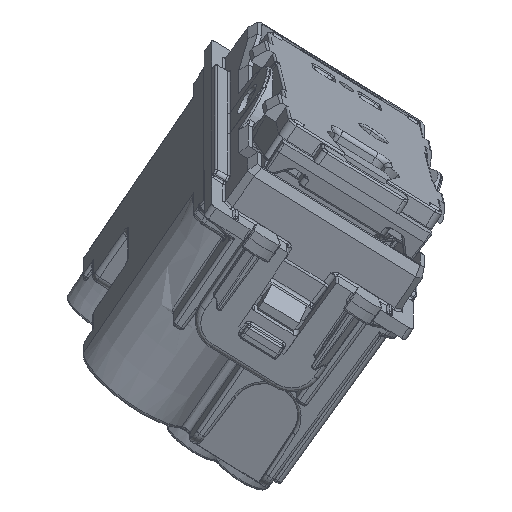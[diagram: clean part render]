
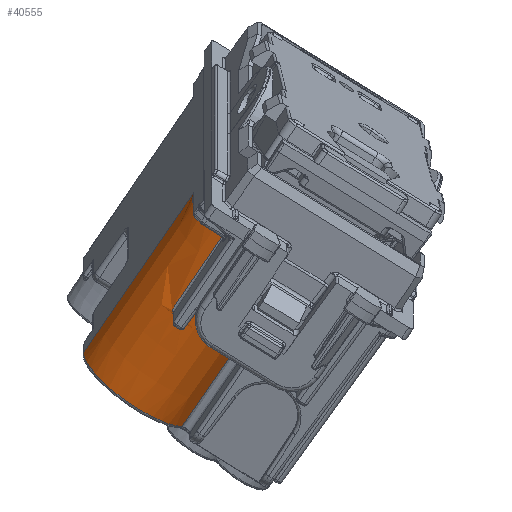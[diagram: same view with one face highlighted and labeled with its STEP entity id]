
A CAD part, front view. The second image highlights one B-rep face of the part: STEP entity #40555.
In plain terms, the highlighted conical face has half-angle 0.5 degrees and reference radius 5.994 mm.
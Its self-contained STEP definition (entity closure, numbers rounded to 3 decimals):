
#27130=CARTESIAN_POINT('Vertex',(-10.996,-12.,-2.403)) ;
#27204=CARTESIAN_POINT('Vertex',(-0.113,-15.474,-2.403)) ;
#27207=CARTESIAN_POINT('Axis2P3D Location',(-5.,-12.,-2.403)) ;
#31579=CARTESIAN_POINT('Vertex',(-11.16,-12.,16.397)) ;
#31628=CARTESIAN_POINT('Control Point',(-10.588,-14.581,15.803)) ;
#31629=CARTESIAN_POINT('Control Point',(-10.613,-14.526,15.803)) ;
#31630=CARTESIAN_POINT('Control Point',(-10.637,-14.472,15.804)) ;
#31631=CARTESIAN_POINT('Control Point',(-10.661,-14.417,15.807)) ;
#31632=CARTESIAN_POINT('Control Point',(-10.709,-14.302,15.815)) ;
#31633=CARTESIAN_POINT('Control Point',(-10.754,-14.187,15.828)) ;
#31634=CARTESIAN_POINT('Control Point',(-10.777,-14.126,15.836)) ;
#31635=CARTESIAN_POINT('Control Point',(-10.848,-13.928,15.864)) ;
#31636=CARTESIAN_POINT('Control Point',(-10.91,-13.73,15.903)) ;
#31637=CARTESIAN_POINT('Control Point',(-10.949,-13.592,15.934)) ;
#31638=CARTESIAN_POINT('Control Point',(-11.043,-13.219,16.024)) ;
#31639=CARTESIAN_POINT('Control Point',(-11.106,-12.845,16.132)) ;
#31640=CARTESIAN_POINT('Control Point',(-11.135,-12.61,16.204)) ;
#31641=CARTESIAN_POINT('Control Point',(-11.154,-12.35,16.286)) ;
#31642=CARTESIAN_POINT('Control Point',(-11.159,-12.091,16.368)) ;
#31643=CARTESIAN_POINT('Control Point',(-11.16,-12.067,16.376)) ;
#31644=CARTESIAN_POINT('Control Point',(-11.16,-12.039,16.385)) ;
#31645=CARTESIAN_POINT('Control Point',(-11.16,-12.012,16.394)) ;
#31646=CARTESIAN_POINT('Control Point',(-11.16,-12.008,16.395)) ;
#31647=CARTESIAN_POINT('Control Point',(-11.16,-12.004,16.396)) ;
#31648=CARTESIAN_POINT('Control Point',(-11.16,-12.,16.397)) ;
#31649=CARTESIAN_POINT('Vertex',(-10.588,-14.581,15.803)) ;
#32324=CARTESIAN_POINT('Vertex',(-7.721,-17.521,15.803)) ;
#32327=CARTESIAN_POINT('Axis2P3D Location',(-5.,-12.,15.803)) ;
#33264=CARTESIAN_POINT('Line Origine',(-11.084,-12.,7.7)) ;
#33268=CARTESIAN_POINT('Vertex',(-11.103,-12.,9.8)) ;
#33272=CARTESIAN_POINT('Control Point',(-11.103,-12.,9.8)) ;
#33273=CARTESIAN_POINT('Control Point',(-11.16,-12.,16.397)) ;
#38644=CARTESIAN_POINT('Control Point',(-0.113,-15.474,-2.403)) ;
#38645=CARTESIAN_POINT('Control Point',(-0.149,-15.559,-0.092)) ;
#38646=CARTESIAN_POINT('Control Point',(-0.185,-15.642,2.219)) ;
#38647=CARTESIAN_POINT('Control Point',(-0.221,-15.722,4.53)) ;
#38648=CARTESIAN_POINT('Control Point',(-0.258,-15.802,6.912)) ;
#38649=CARTESIAN_POINT('Control Point',(-0.295,-15.88,9.293)) ;
#38650=CARTESIAN_POINT('Control Point',(-0.296,-15.882,9.363)) ;
#38651=CARTESIAN_POINT('Control Point',(-0.297,-15.884,9.433)) ;
#38652=CARTESIAN_POINT('Control Point',(-0.298,-15.886,9.503)) ;
#38653=CARTESIAN_POINT('Vertex',(-0.298,-15.886,9.503)) ;
#38747=CARTESIAN_POINT('Vertex',(-5.863,-18.039,9.503)) ;
#38773=CARTESIAN_POINT('Axis2P3D Location',(-5.,-12.,9.503)) ;
#40126=CARTESIAN_POINT('Vertex',(-7.578,-17.507,7.297)) ;
#40138=CARTESIAN_POINT('Control Point',(-7.721,-17.521,15.803)) ;
#40139=CARTESIAN_POINT('Control Point',(-7.692,-17.518,14.102)) ;
#40140=CARTESIAN_POINT('Control Point',(-7.664,-17.516,12.401)) ;
#40141=CARTESIAN_POINT('Control Point',(-7.635,-17.513,10.699)) ;
#40142=CARTESIAN_POINT('Control Point',(-7.607,-17.51,8.998)) ;
#40143=CARTESIAN_POINT('Control Point',(-7.578,-17.507,7.297)) ;
#40178=CARTESIAN_POINT('Control Point',(-5.899,-18.014,7.297)) ;
#40179=CARTESIAN_POINT('Control Point',(-5.892,-18.019,7.738)) ;
#40180=CARTESIAN_POINT('Control Point',(-5.885,-18.024,8.179)) ;
#40181=CARTESIAN_POINT('Control Point',(-5.877,-18.029,8.621)) ;
#40182=CARTESIAN_POINT('Control Point',(-5.87,-18.034,9.062)) ;
#40183=CARTESIAN_POINT('Control Point',(-5.863,-18.039,9.503)) ;
#40184=CARTESIAN_POINT('Vertex',(-5.899,-18.014,7.297)) ;
#40226=CARTESIAN_POINT('Vertex',(-6.396,-17.916,7.)) ;
#40259=CARTESIAN_POINT('Vertex',(-7.11,-17.7,7.)) ;
#40262=CARTESIAN_POINT('Axis2P3D Location',(-5.,-12.,7.)) ;
#40470=CARTESIAN_POINT('Control Point',(-7.11,-17.7,7.)) ;
#40471=CARTESIAN_POINT('Control Point',(-7.253,-17.647,7.)) ;
#40472=CARTESIAN_POINT('Control Point',(-7.38,-17.595,7.08)) ;
#40473=CARTESIAN_POINT('Control Point',(-7.446,-17.566,7.153)) ;
#40474=CARTESIAN_POINT('Control Point',(-7.514,-17.537,7.225)) ;
#40475=CARTESIAN_POINT('Control Point',(-7.578,-17.507,7.297)) ;
#40522=CARTESIAN_POINT('Control Point',(-6.396,-17.916,7.)) ;
#40523=CARTESIAN_POINT('Control Point',(-6.25,-17.95,7.)) ;
#40524=CARTESIAN_POINT('Control Point',(-6.116,-17.977,7.077)) ;
#40525=CARTESIAN_POINT('Control Point',(-6.043,-17.99,7.153)) ;
#40526=CARTESIAN_POINT('Control Point',(-5.97,-18.003,7.224)) ;
#40527=CARTESIAN_POINT('Control Point',(-5.899,-18.014,7.297)) ;
#40536=CARTESIAN_POINT('Axis2P3D Location',(-5.,-12.,-2.7)) ;
#27208=DIRECTION('Axis2P3D Direction',(0.,-0.,1.)) ;
#32328=DIRECTION('Axis2P3D Direction',(0.,-0.,1.)) ;
#33265=DIRECTION('Vector Direction',(-0.009,0.,1.)) ;
#38774=DIRECTION('Axis2P3D Direction',(0.,-0.,1.)) ;
#40263=DIRECTION('Axis2P3D Direction',(0.,0.,1.)) ;
#40537=DIRECTION('Axis2P3D Direction',(0.,0.,1.)) ;
#40538=DIRECTION('Axis2P3D XDirection',(0.205,0.979,0.)) ;
#27209=AXIS2_PLACEMENT_3D('Circle Axis2P3D',#27207,#27208,$) ;
#32329=AXIS2_PLACEMENT_3D('Circle Axis2P3D',#32327,#32328,$) ;
#38775=AXIS2_PLACEMENT_3D('Circle Axis2P3D',#38773,#38774,$) ;
#40264=AXIS2_PLACEMENT_3D('Circle Axis2P3D',#40262,#40263,$) ;
#40539=AXIS2_PLACEMENT_3D('Cone Axis2P3D',#40536,#40537,#40538) ;
#40542=ORIENTED_EDGE('',*,*,#40186,.T.) ;
#40543=ORIENTED_EDGE('',*,*,#40528,.F.) ;
#40544=ORIENTED_EDGE('',*,*,#40266,.T.) ;
#40545=ORIENTED_EDGE('',*,*,#40476,.F.) ;
#40546=ORIENTED_EDGE('',*,*,#40144,.F.) ;
#40547=ORIENTED_EDGE('',*,*,#32331,.F.) ;
#40548=ORIENTED_EDGE('',*,*,#31651,.F.) ;
#40549=ORIENTED_EDGE('',*,*,#33274,.F.) ;
#40550=ORIENTED_EDGE('',*,*,#33270,.T.) ;
#40551=ORIENTED_EDGE('',*,*,#27211,.T.) ;
#40552=ORIENTED_EDGE('',*,*,#38655,.F.) ;
#40553=ORIENTED_EDGE('',*,*,#38777,.F.) ;
#33266=VECTOR('Line Direction',#33265,1.) ;
#40555=ADVANCED_FACE('PartBody',(#40554),#40540,.T.) ;
#31627=B_SPLINE_CURVE_WITH_KNOTS('',5,(#31628,#31629,#31630,#31631,#31632,#31633,#31634,#31635,#31636,#31637,#31638,#31639,#31640,#31641,#31642,#31643,#31644,#31645,#31646,#31647,#31648),.UNSPECIFIED.,.F.,.U.,(6,3,3,3,3,3,6),(2.49,2.902,3.357,4.38,6.118,6.293,6.321),.UNSPECIFIED.) ;
#33271=B_SPLINE_CURVE_WITH_KNOTS('',1,(#33272,#33273),.UNSPECIFIED.,.F.,.U.,(2,2),(-3.15,3.448),.UNSPECIFIED.) ;
#38643=B_SPLINE_CURVE_WITH_KNOTS('',5,(#38644,#38645,#38646,#38647,#38648,#38649,#38650,#38651,#38652),.UNSPECIFIED.,.F.,.U.,(6,3,6),(3.981,20.336,20.831),.UNSPECIFIED.) ;
#40137=B_SPLINE_CURVE_WITH_KNOTS('',5,(#40138,#40139,#40140,#40141,#40142,#40143),.UNSPECIFIED.,.F.,.U.,(6,6),(6.159,18.189),.UNSPECIFIED.) ;
#40177=B_SPLINE_CURVE_WITH_KNOTS('',5,(#40178,#40179,#40180,#40181,#40182,#40183),.UNSPECIFIED.,.F.,.U.,(6,6),(19.039,22.159),.UNSPECIFIED.) ;
#40469=B_SPLINE_CURVE_WITH_KNOTS('',5,(#40470,#40471,#40472,#40473,#40474,#40475),.UNSPECIFIED.,.F.,.U.,(6,6),(0.,0.949),.UNSPECIFIED.) ;
#40521=B_SPLINE_CURVE_WITH_KNOTS('',5,(#40522,#40523,#40524,#40525,#40526,#40527),.UNSPECIFIED.,.F.,.U.,(6,6),(0.,0.927),.UNSPECIFIED.) ;
#27210=CIRCLE('generated circle',#27209,5.996) ;
#32330=CIRCLE('generated circle',#32329,6.155) ;
#38776=CIRCLE('generated circle',#38775,6.1) ;
#40265=CIRCLE('generated circle',#40264,6.078) ;
#40540=CONICAL_SURFACE('Cone',#40539,5.993,0.009) ;
#27211=EDGE_CURVE('',#27131,#27205,#27210,.T.) ;
#31651=EDGE_CURVE('',#31580,#31650,#31627,.F.) ;
#32331=EDGE_CURVE('',#31650,#32325,#32330,.T.) ;
#33270=EDGE_CURVE('',#33269,#27131,#33267,.F.) ;
#33274=EDGE_CURVE('',#33269,#31580,#33271,.T.) ;
#38655=EDGE_CURVE('',#38654,#27205,#38643,.F.) ;
#38777=EDGE_CURVE('',#38748,#38654,#38776,.T.) ;
#40144=EDGE_CURVE('',#32325,#40127,#40137,.T.) ;
#40186=EDGE_CURVE('',#38748,#40185,#40177,.F.) ;
#40266=EDGE_CURVE('',#40227,#40260,#40265,.F.) ;
#40476=EDGE_CURVE('',#40127,#40260,#40469,.F.) ;
#40528=EDGE_CURVE('',#40227,#40185,#40521,.T.) ;
#40541=EDGE_LOOP('',(#40542,#40543,#40544,#40545,#40546,#40547,#40548,#40549,#40550,#40551,#40552,#40553)) ;
#40554=FACE_OUTER_BOUND('',#40541,.T.) ;
#33267=LINE('Line',#33264,#33266) ;
#27131=VERTEX_POINT('',#27130) ;
#27205=VERTEX_POINT('',#27204) ;
#31580=VERTEX_POINT('',#31579) ;
#31650=VERTEX_POINT('',#31649) ;
#32325=VERTEX_POINT('',#32324) ;
#33269=VERTEX_POINT('',#33268) ;
#38654=VERTEX_POINT('',#38653) ;
#38748=VERTEX_POINT('',#38747) ;
#40127=VERTEX_POINT('',#40126) ;
#40185=VERTEX_POINT('',#40184) ;
#40227=VERTEX_POINT('',#40226) ;
#40260=VERTEX_POINT('',#40259) ;
